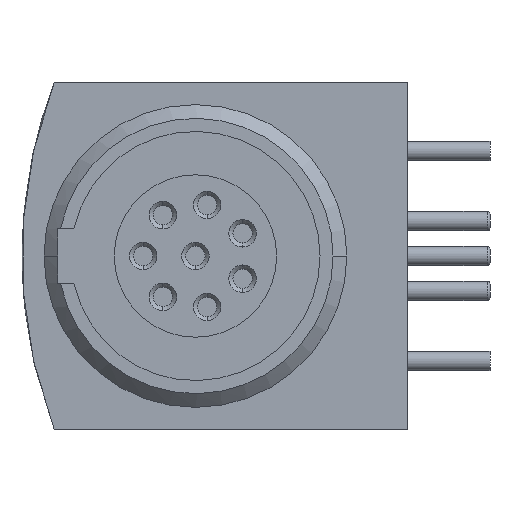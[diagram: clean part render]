
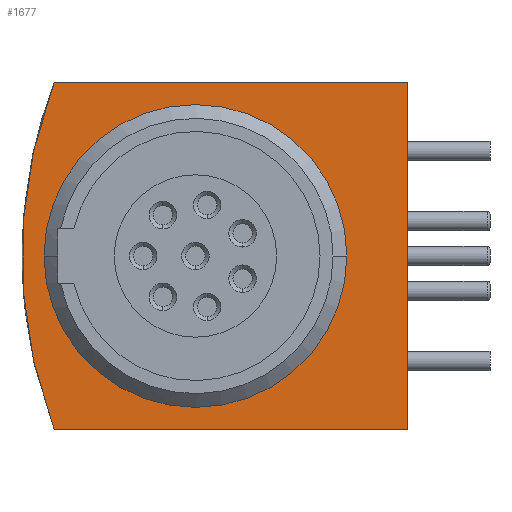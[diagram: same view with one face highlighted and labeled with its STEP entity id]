
A CAD part, left-side view. The second image highlights one B-rep face of the part: STEP entity #1677.
In plain terms, the highlighted planar face has unit normal (-1, 0, 0).
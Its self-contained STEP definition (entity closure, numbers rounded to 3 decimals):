
#154=CARTESIAN_POINT('',(1.6,0.,0.));
#155=DIRECTION('',(1.,0.,0.));
#156=DIRECTION('',(0.,1.,0.));
#157=AXIS2_PLACEMENT_3D('',#154,#155,#156);
#164=CARTESIAN_POINT('',(1.6,-11.2,0.));
#165=DIRECTION('',(-1.,0.,0.));
#166=DIRECTION('',(0.,0.933,0.36));
#167=AXIS2_PLACEMENT_3D('',#164,#165,#166);
#169=DIRECTION('',(0.,1.,0.));
#170=VECTOR('',#169,12.827);
#171=CARTESIAN_POINT('',(1.6,-7.7,6.3));
#172=LINE('',#171,#170);
#173=DIRECTION('',(0.,0.,1.));
#174=VECTOR('',#173,12.6);
#175=CARTESIAN_POINT('',(1.6,-7.7,-6.3));
#176=LINE('',#175,#174);
#177=DIRECTION('',(0.,-1.,0.));
#178=VECTOR('',#177,12.827);
#179=CARTESIAN_POINT('',(1.6,5.127,-6.3));
#180=LINE('',#179,#178);
#753=CARTESIAN_POINT('',(1.6,0.,0.));
#754=DIRECTION('',(1.,0.,0.));
#755=DIRECTION('',(0.,-1.,0.));
#756=AXIS2_PLACEMENT_3D('',#753,#754,#755);
#1273=CARTESIAN_POINT('',(1.6,5.127,-6.3));
#1274=CARTESIAN_POINT('',(1.6,-7.7,-6.3));
#1275=VERTEX_POINT('',#1273);
#1276=VERTEX_POINT('',#1274);
#1277=CARTESIAN_POINT('',(1.6,-7.7,6.3));
#1278=VERTEX_POINT('',#1277);
#1279=CARTESIAN_POINT('',(1.6,5.127,6.3));
#1280=VERTEX_POINT('',#1279);
#1327=CARTESIAN_POINT('',(1.6,5.5,0.));
#1328=CARTESIAN_POINT('',(1.6,-5.5,0.));
#1329=VERTEX_POINT('',#1327);
#1330=VERTEX_POINT('',#1328);
#1657=CARTESIAN_POINT('',(1.6,0.,0.));
#1658=DIRECTION('',(1.,0.,0.));
#1659=DIRECTION('',(0.,0.,-1.));
#1660=AXIS2_PLACEMENT_3D('',#1657,#1658,#1659);
#1661=PLANE('',#1660);
#1663=ORIENTED_EDGE('',*,*,#1662,.F.);
#1665=ORIENTED_EDGE('',*,*,#1664,.F.);
#1667=ORIENTED_EDGE('',*,*,#1666,.F.);
#1669=ORIENTED_EDGE('',*,*,#1668,.F.);
#1670=EDGE_LOOP('',(#1663,#1665,#1667,#1669));
#1671=FACE_OUTER_BOUND('',#1670,.F.);
#1672=ORIENTED_EDGE('',*,*,#1640,.F.);
#1674=ORIENTED_EDGE('',*,*,#1673,.F.);
#1675=EDGE_LOOP('',(#1672,#1674));
#1676=FACE_BOUND('',#1675,.F.);
#158=CIRCLE('',#157,5.5);
#168=CIRCLE('',#167,17.5);
#757=CIRCLE('',#756,5.5);
#1640=EDGE_CURVE('',#1329,#1330,#158,.T.);
#1662=EDGE_CURVE('',#1280,#1275,#168,.T.);
#1664=EDGE_CURVE('',#1278,#1280,#172,.T.);
#1666=EDGE_CURVE('',#1276,#1278,#176,.T.);
#1668=EDGE_CURVE('',#1275,#1276,#180,.T.);
#1673=EDGE_CURVE('',#1330,#1329,#757,.T.);
#1677=ADVANCED_FACE('',(#1671,#1676),#1661,.F.);
